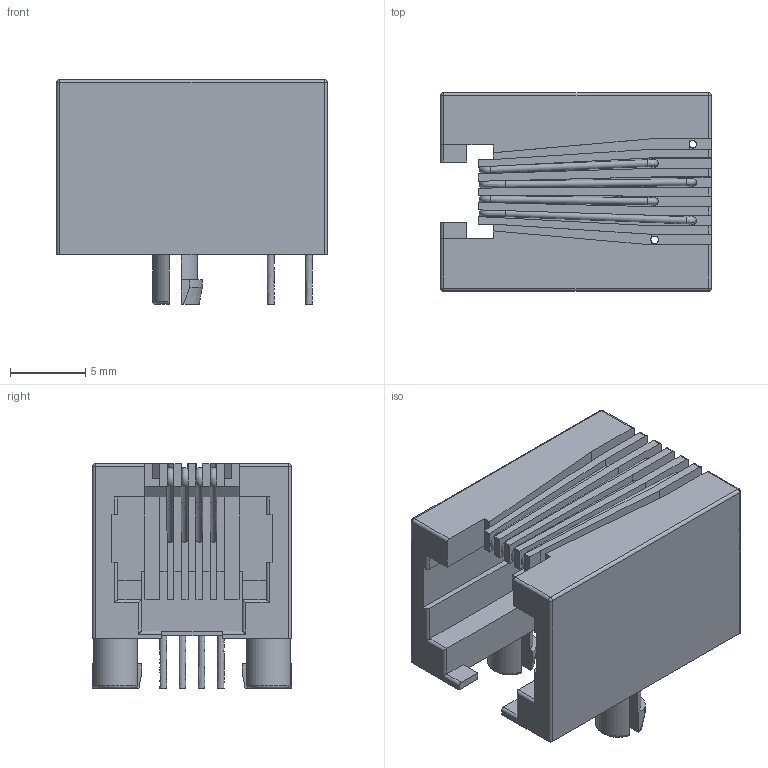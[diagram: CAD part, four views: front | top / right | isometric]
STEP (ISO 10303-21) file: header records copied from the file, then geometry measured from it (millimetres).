
FILE_DESCRIPTION(/* description */ ('Unknown'),/* implementation_level */ '2;1');
FILE_NAME(/* name */ 'J_Wurth_WR-MJ_615004141121',/* time_stamp */ '2025-07-02T10:17:07+08:00',/* author */ ('Unknown'),/* organization */ ('Unknown'),/* preprocessor_version */ 'ST-DEVELOPER v19.4',/* originating_system */ 'Solid Edge',/* authorisation */ 'Unknown');
FILE_SCHEMA (('AUTOMOTIVE_DESIGN {1 0 10303 214 3 1 1}'));
Length unit declared in the file: millimetre
Products named in the file (2): J_Wurth_WR-MJ_615004141121
Assembly tree (1 placements, depth 2):
  J_Wurth_WR-MJ_615004141121
    J_Wurth_WR-MJ_615004141121
Bounding box: 18 x 13.2 x 14.95 mm (x, y, z)
Volume: 1476.4 mm3; surface area: 2679.3 mm2
Topology: 5 solids, 5 shells, 245 faces, 678 edges, 443 vertices
Faces by surface type: plane 182, cylinder 47, bspline 8, sphere 4, cone 2, torus 2
Full cylindrical faces by diameter (mm): 0.45 x4, 0.5 x6, 0.9 x6
Entity records: 10564 total; most frequent: CARTESIAN_POINT 4397, ORIENTED_EDGE 1270, DIRECTION 1201, EDGE_CURVE 635, LINE 519, VECTOR 519, VERTEX_POINT 428, AXIS2_PLACEMENT_3D 341
